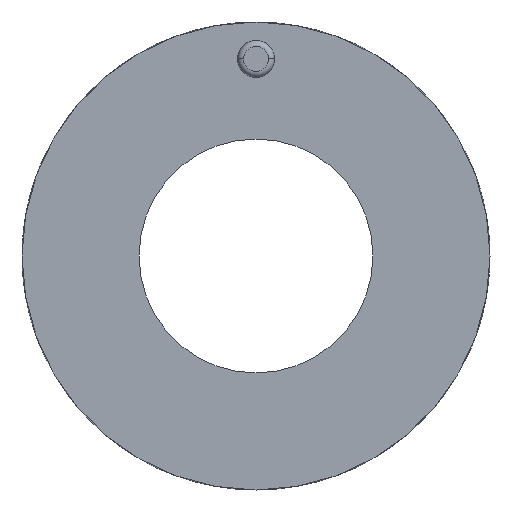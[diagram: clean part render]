
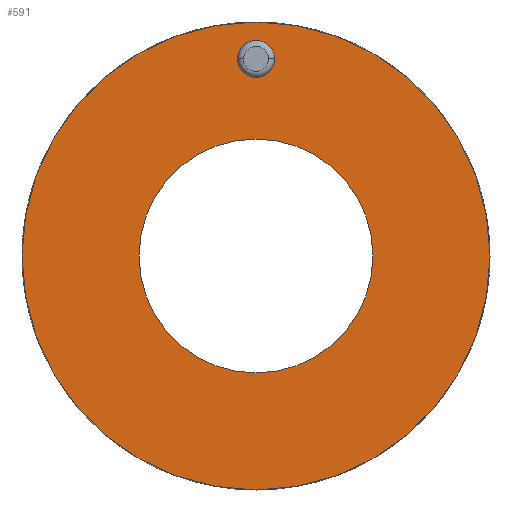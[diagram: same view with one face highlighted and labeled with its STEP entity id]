
A CAD part, front view. The second image highlights one B-rep face of the part: STEP entity #591.
In plain terms, the highlighted planar face has unit normal (0, -1, 0).
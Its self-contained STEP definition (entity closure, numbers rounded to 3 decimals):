
#35=CARTESIAN_POINT('',(0.,0.,0.));
#36=DIRECTION('',(0.,1.,0.));
#37=DIRECTION('',(1.,0.,0.));
#38=AXIS2_PLACEMENT_3D('',#35,#36,#37);
#40=CARTESIAN_POINT('',(0.,0.,0.));
#41=DIRECTION('',(0.,1.,0.));
#42=DIRECTION('',(-1.,0.,0.));
#43=AXIS2_PLACEMENT_3D('',#40,#41,#42);
#45=CARTESIAN_POINT('',(0.,0.,0.));
#46=DIRECTION('',(0.,-1.,0.));
#47=DIRECTION('',(1.,0.,0.));
#48=AXIS2_PLACEMENT_3D('',#45,#46,#47);
#50=CARTESIAN_POINT('',(0.,0.,0.));
#51=DIRECTION('',(0.,-1.,0.));
#52=DIRECTION('',(-1.,0.,0.));
#53=AXIS2_PLACEMENT_3D('',#50,#51,#52);
#55=CARTESIAN_POINT('',(0.,0.,25.4));
#56=DIRECTION('',(0.,-1.,0.));
#57=DIRECTION('',(-1.,0.,0.));
#58=AXIS2_PLACEMENT_3D('',#55,#56,#57);
#60=CARTESIAN_POINT('',(0.,0.,25.4));
#61=DIRECTION('',(0.,-1.,0.));
#62=DIRECTION('',(1.,0.,0.));
#63=AXIS2_PLACEMENT_3D('',#60,#61,#62);
#483=CARTESIAN_POINT('',(30.163,0.,0.));
#484=CARTESIAN_POINT('',(-30.163,0.,0.));
#485=VERTEX_POINT('',#483);
#486=VERTEX_POINT('',#484);
#487=CARTESIAN_POINT('',(15.075,0.,0.));
#488=CARTESIAN_POINT('',(-15.075,0.,0.));
#489=VERTEX_POINT('',#487);
#490=VERTEX_POINT('',#488);
#491=CARTESIAN_POINT('',(-2.375,0.,25.4));
#492=CARTESIAN_POINT('',(2.375,0.,25.4));
#493=VERTEX_POINT('',#491);
#494=VERTEX_POINT('',#492);
#568=CARTESIAN_POINT('',(0.,0.,0.));
#569=DIRECTION('',(0.,1.,0.));
#570=DIRECTION('',(1.,0.,0.));
#571=AXIS2_PLACEMENT_3D('',#568,#569,#570);
#572=PLANE('',#571);
#574=ORIENTED_EDGE('',*,*,#573,.T.);
#576=ORIENTED_EDGE('',*,*,#575,.T.);
#577=EDGE_LOOP('',(#574,#576));
#578=FACE_OUTER_BOUND('',#577,.F.);
#580=ORIENTED_EDGE('',*,*,#579,.T.);
#582=ORIENTED_EDGE('',*,*,#581,.T.);
#583=EDGE_LOOP('',(#580,#582));
#584=FACE_BOUND('',#583,.F.);
#586=ORIENTED_EDGE('',*,*,#585,.T.);
#588=ORIENTED_EDGE('',*,*,#587,.T.);
#589=EDGE_LOOP('',(#586,#588));
#590=FACE_BOUND('',#589,.F.);
#39=CIRCLE('',#38,30.163);
#44=CIRCLE('',#43,30.163);
#49=CIRCLE('',#48,15.075);
#54=CIRCLE('',#53,15.075);
#59=CIRCLE('',#58,2.375);
#64=CIRCLE('',#63,2.375);
#573=EDGE_CURVE('',#485,#486,#39,.T.);
#575=EDGE_CURVE('',#486,#485,#44,.T.);
#579=EDGE_CURVE('',#489,#490,#49,.T.);
#581=EDGE_CURVE('',#490,#489,#54,.T.);
#585=EDGE_CURVE('',#493,#494,#59,.T.);
#587=EDGE_CURVE('',#494,#493,#64,.T.);
#591=ADVANCED_FACE('',(#578,#584,#590),#572,.F.);
